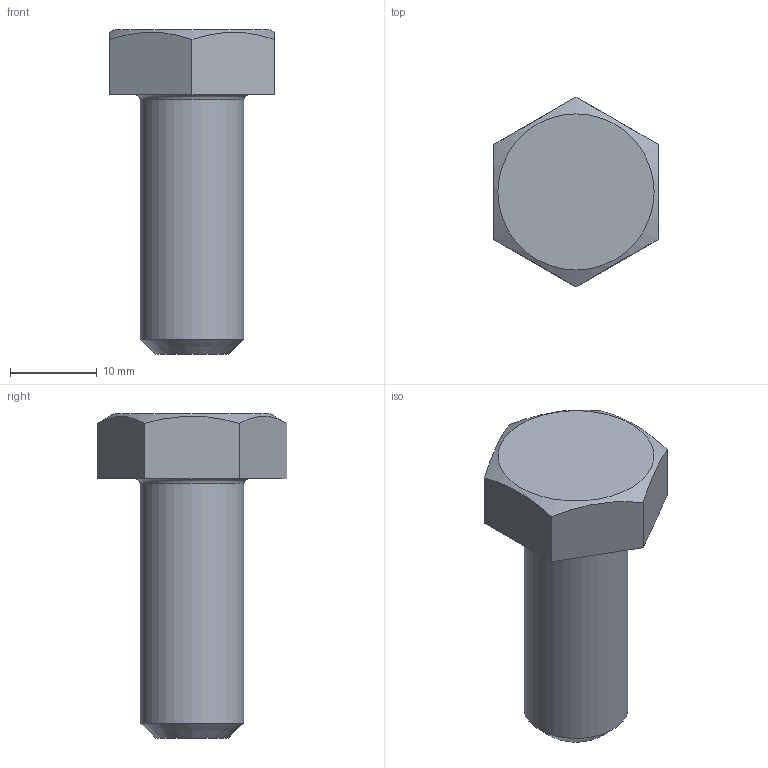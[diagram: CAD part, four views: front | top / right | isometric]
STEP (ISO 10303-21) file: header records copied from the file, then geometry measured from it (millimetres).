
FILE_DESCRIPTION(('STEP AP242'), '1');
FILE_NAME('44. Áîëòû Ì12-4øò. äëÿ êðåïëåíèÿ âòóëêè óïëîòíåíèÿ çàäíåâîãî êîíöåâîãî óïëîòíåíèÿ', '', ('UNSPECIFIED'), ('UNSPECIFIED'), 'C3D Converter', 'C3D Toolkit', '');
FILE_SCHEMA(('AP242_MANAGED_MODEL_BASED_3D_ENGINEERING_MIM_LF { 1 0 10303 442 1 1 4 }'));
Length unit declared in the file: millimetre
Assembly tree (1 placements, depth 2):
  (unnamed)
    (unnamed)
Bounding box: 19 x 21.94 x 37.5 mm (x, y, z)
Volume: 5669.3 mm3; surface area: 2169.3 mm2
Topology: 1 solids, 1 shells, 13 faces, 27 edges, 17 vertices
Faces by surface type: plane 9, cone 2, cylinder 1, torus 1
Full cylindrical faces by diameter (mm): 12 x1
Entity records: 688 total; most frequent: CARTESIAN_POINT 343, DIRECTION 52, ORIENTED_EDGE 46, EDGE_CURVE 23, AXIS2_PLACEMENT_3D 20, EDGE_LOOP 18, VERTEX_POINT 17, ADVANCED_FACE 13
